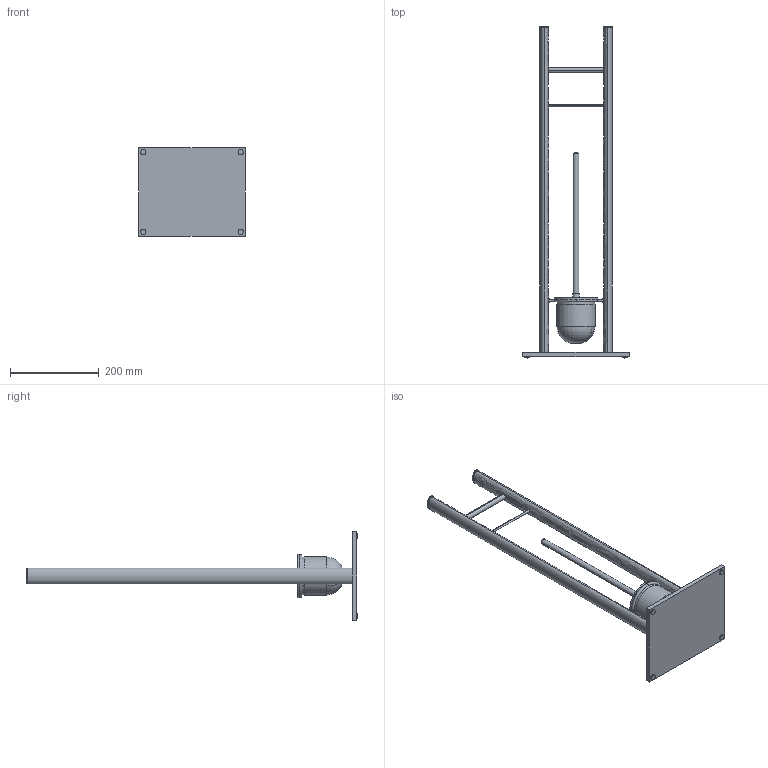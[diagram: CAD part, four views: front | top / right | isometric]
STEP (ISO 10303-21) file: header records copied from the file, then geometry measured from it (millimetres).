
FILE_DESCRIPTION (( 'STEP AP203' ), '1' );
FILE_NAME ('21524 - LUNIS.STEP', '2013-04-21T08:56:42', ( '' ), ( '' ), 'SwSTEP 2.0', 'SolidWorks 2012', '' );
FILE_SCHEMA (( 'CONFIG_CONTROL_DESIGN' ));
Length unit declared in the file: millimetre
Products named in the file (1): 21524 - LUNIS
Bounding box: 240 x 750 x 200 mm (x, y, z)
Volume: 1746472.5 mm3; surface area: 354256.2 mm2
Topology: 14 solids, 14 shells, 221 faces, 470 edges, 281 vertices
Faces by surface type: plane 102, cylinder 69, torus 24, bspline 16, sphere 10
Entity records: 8065 total; most frequent: CARTESIAN_POINT 3331, DIRECTION 1002, ORIENTED_EDGE 924, EDGE_CURVE 462, AXIS2_PLACEMENT_3D 394, VERTEX_POINT 281, EDGE_LOOP 237, FACE_OUTER_BOUND 221
